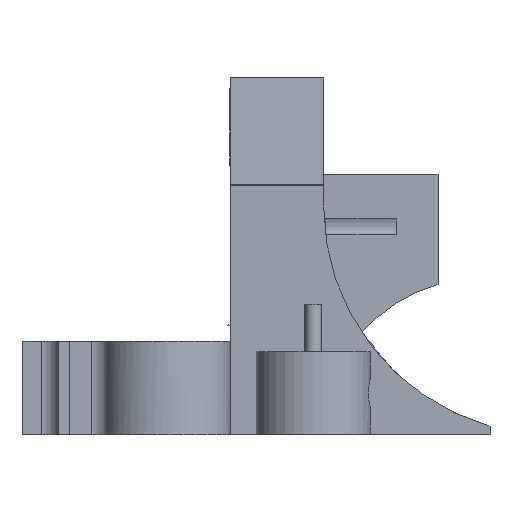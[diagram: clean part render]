
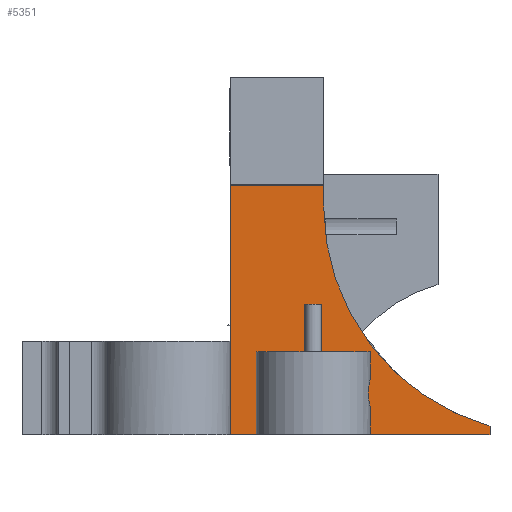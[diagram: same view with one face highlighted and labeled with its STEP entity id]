
A CAD part, left-side view. The second image highlights one B-rep face of the part: STEP entity #5351.
In plain terms, the highlighted planar face has unit normal (-1, 0, 0).
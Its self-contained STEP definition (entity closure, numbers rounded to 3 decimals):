
#347=LINE('',#8238,#955);
#400=LINE('',#8757,#1008);
#403=LINE('',#8765,#1011);
#426=LINE('',#8812,#1034);
#432=LINE('',#8912,#1040);
#955=VECTOR('',#6241,10.);
#1008=VECTOR('',#6394,10.);
#1011=VECTOR('',#6401,10.);
#1034=VECTOR('',#6440,10.);
#1040=VECTOR('',#6466,10.);
#1549=FACE_OUTER_BOUND('',#1856,.T.);
#1856=EDGE_LOOP('',(#4048,#4049,#4050,#4051,#4052,#4053));
#2091=CIRCLE('',#5681,110.);
#2282=VERTEX_POINT('',#8235);
#2283=VERTEX_POINT('',#8237);
#2320=VERTEX_POINT('',#8519);
#2321=VERTEX_POINT('',#8521);
#2346=VERTEX_POINT('',#8756);
#2349=VERTEX_POINT('',#8764);
#2853=EDGE_CURVE('',#2282,#2283,#347,.T.);
#2914=EDGE_CURVE('',#2321,#2320,#2091,.F.);
#2952=EDGE_CURVE('',#2283,#2346,#400,.T.);
#2956=EDGE_CURVE('',#2321,#2349,#403,.T.);
#2982=EDGE_CURVE('',#2320,#2346,#426,.T.);
#2998=EDGE_CURVE('',#2349,#2282,#432,.T.);
#4048=ORIENTED_EDGE('',*,*,#2998,.F.);
#4049=ORIENTED_EDGE('',*,*,#2956,.F.);
#4050=ORIENTED_EDGE('',*,*,#2914,.T.);
#4051=ORIENTED_EDGE('',*,*,#2982,.T.);
#4052=ORIENTED_EDGE('',*,*,#2952,.F.);
#4053=ORIENTED_EDGE('',*,*,#2853,.F.);
#5086=PLANE('',#5719);
#5351=ADVANCED_FACE('',(#1549),#5086,.T.);
#5681=AXIS2_PLACEMENT_3D('',#8522,#6341,#6342);
#5719=AXIS2_PLACEMENT_3D('',#8914,#6468,#6469);
#6241=DIRECTION('',(0.,0.,1.));
#6341=DIRECTION('center_axis',(-1.,0.,0.));
#6342=DIRECTION('ref_axis',(0.,0.273,-0.962));
#6394=DIRECTION('',(0.,-1.,0.));
#6401=DIRECTION('',(0.,0.,-1.));
#6440=DIRECTION('',(0.,0.,1.));
#6466=DIRECTION('',(0.,1.,0.));
#6468=DIRECTION('center_axis',(-1.,0.,0.));
#6469=DIRECTION('ref_axis',(0.,-1.,0.));
#8235=CARTESIAN_POINT('',(-57.189,40.,0.));
#8237=CARTESIAN_POINT('',(-57.189,40.,120.));
#8238=CARTESIAN_POINT('',(-57.189,40.,0.));
#8519=CARTESIAN_POINT('',(-57.189,-5.,109.981));
#8521=CARTESIAN_POINT('',(-57.189,-85.,4.151));
#8522=CARTESIAN_POINT('Origin',(-57.189,-115.,109.981));
#8756=CARTESIAN_POINT('',(-57.189,-5.,120.));
#8757=CARTESIAN_POINT('',(-57.189,-5.,120.));
#8764=CARTESIAN_POINT('',(-57.189,-85.,0.));
#8765=CARTESIAN_POINT('',(-57.189,-85.,0.));
#8812=CARTESIAN_POINT('',(-57.189,-5.,0.));
#8912=CARTESIAN_POINT('',(-57.189,-5.,0.));
#8914=CARTESIAN_POINT('Origin',(-57.189,40.,0.));
